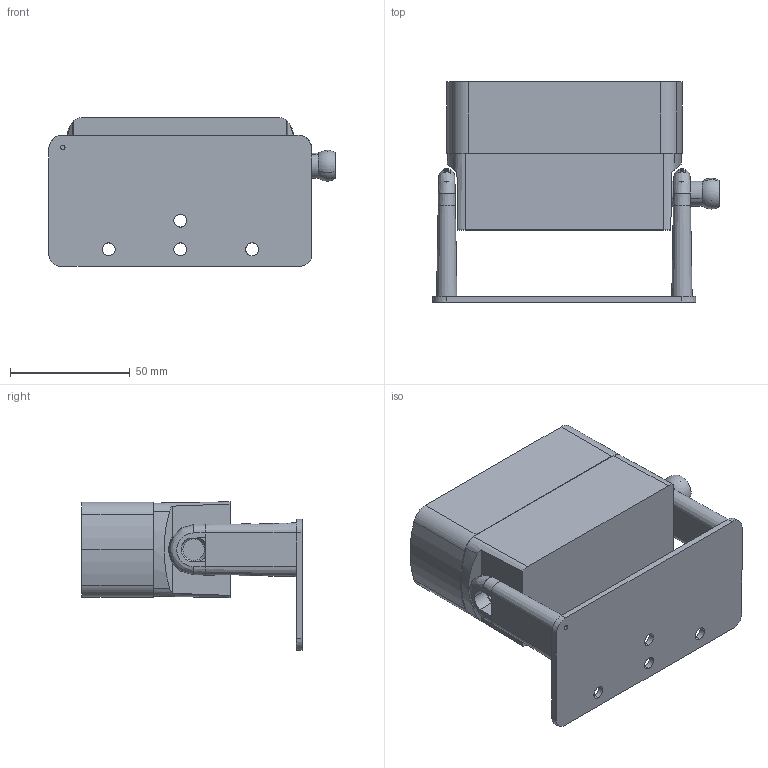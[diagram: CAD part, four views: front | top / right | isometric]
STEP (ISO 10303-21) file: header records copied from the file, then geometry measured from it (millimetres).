
FILE_DESCRIPTION (( 'STEP AP203' ), '1' );
FILE_NAME ('Simplified 3D LED Flex 40 IP20 with Snoot.STEP', '2019-11-15T15:02:59', ( '' ), ( '' ), 'SwSTEP 2.0', 'SolidWorks 2016', '' );
FILE_SCHEMA (( 'CONFIG_CONTROL_DESIGN' ));
Length unit declared in the file: millimetre
Products named in the file (7): 549 2111 30 issue 3 extruded  IP20 snoot with cross blade louvres_Simplify_1; 549 258 Issue 1 ball joint 2 mm longer cross_Simplify_1; Simplified 3D LED Flex 40 IP20 with Snoot; 549 2110 issue 5 Mounting plate moulding for adjustable angle bracket_Simplify_1; 549 201 issue 30 3D LED Flex 40 body casting_Simplify_1; 549 2132 issue 5  project G cover moulding_Simplify_1; 549 2108 issue 2 moulded clamp for adjustable angle bracket_Simplify_1
Assembly tree (7 placements, depth 2):
  Simplified 3D LED Flex 40 IP20 with Snoot
    549 201 issue 30 3D LED Flex 40 body casting_Simplify_1
    549 258 Issue 1 ball joint 2 mm longer cross_Simplify_1
    549 2108 issue 2 moulded clamp for adjustable angle bracket_Simplify_1  x2
    549 2110 issue 5 Mounting plate moulding for adjustable angle bracket_Simplify_1
    549 2132 issue 5  project G cover moulding_Simplify_1
    549 2111 30 issue 3 extruded  IP20 snoot with cross blade louvres_Simplify_1
Bounding box: 119.76 x 92.2 x 62.09 mm (x, y, z)
Volume: 157936.5 mm3; surface area: 75076.6 mm2
Topology: 7 solids, 7 shells, 506 faces, 1382 edges, 928 vertices
Faces by surface type: plane 304, bspline 66, cone 62, cylinder 58, sphere 8, torus 8
Entity records: 14739 total; most frequent: CARTESIAN_POINT 4620, ORIENTED_EDGE 2076, DIRECTION 1714, EDGE_CURVE 1038, VERTEX_POINT 692, AXIS2_PLACEMENT_3D 576, VECTOR 562, LINE 562
